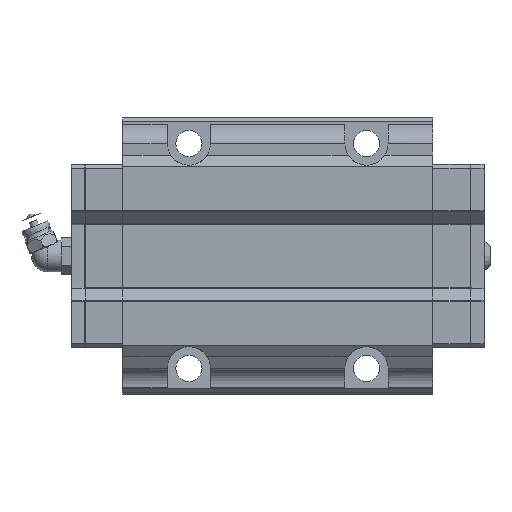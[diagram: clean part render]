
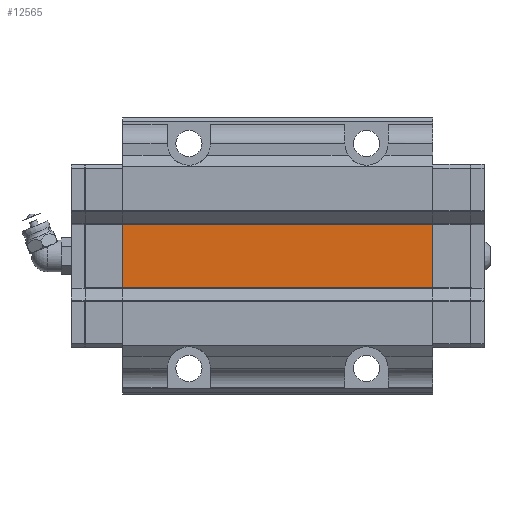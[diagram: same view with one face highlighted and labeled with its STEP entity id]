
A CAD part, front view. The second image highlights one B-rep face of the part: STEP entity #12565.
In plain terms, the highlighted planar face has unit normal (0, -1, 0).
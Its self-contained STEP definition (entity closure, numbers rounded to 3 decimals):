
#588=FACE_OUTER_BOUND('',#1275,.T.);
#1275=EDGE_LOOP('',(#9679,#9680,#9681,#9682));
#2684=LINE('',#19276,#4139);
#2731=LINE('',#19386,#4186);
#2732=LINE('',#19389,#4187);
#2733=LINE('',#19390,#4188);
#4139=VECTOR('',#15599,10.);
#4186=VECTOR('',#15692,97.6);
#4187=VECTOR('',#15695,10.);
#4188=VECTOR('',#15696,97.6);
#5479=VERTEX_POINT('',#19273);
#5480=VERTEX_POINT('',#19275);
#5520=VERTEX_POINT('',#19384);
#5521=VERTEX_POINT('',#19388);
#6970=EDGE_CURVE('',#5479,#5480,#2684,.T.);
#7026=EDGE_CURVE('',#5479,#5520,#2731,.T.);
#7027=EDGE_CURVE('',#5520,#5521,#2732,.T.);
#7028=EDGE_CURVE('',#5480,#5521,#2733,.T.);
#9679=ORIENTED_EDGE('',*,*,#6970,.F.);
#9680=ORIENTED_EDGE('',*,*,#7026,.T.);
#9681=ORIENTED_EDGE('',*,*,#7027,.T.);
#9682=ORIENTED_EDGE('',*,*,#7028,.F.);
#11993=PLANE('',#13491);
#12565=ADVANCED_FACE('',(#588),#11993,.F.);
#13491=AXIS2_PLACEMENT_3D('',#19387,#15693,#15694);
#15599=DIRECTION('',(1.,0.,0.));
#15692=DIRECTION('',(0.,0.,-1.));
#15693=DIRECTION('center_axis',(0.,1.,0.));
#15694=DIRECTION('ref_axis',(0.,0.,1.));
#15695=DIRECTION('',(1.,0.,0.));
#15696=DIRECTION('',(0.,0.,-1.));
#19273=CARTESIAN_POINT('',(-8.05,22.,39.3));
#19275=CARTESIAN_POINT('',(8.05,22.,39.3));
#19276=CARTESIAN_POINT('',(-5.75,22.,39.3));
#19384=CARTESIAN_POINT('',(-8.05,22.,-39.3));
#19386=CARTESIAN_POINT('',(-8.05,22.,52.3));
#19387=CARTESIAN_POINT('Origin',(-11.5,22.,-48.8));
#19388=CARTESIAN_POINT('',(8.05,22.,-39.3));
#19389=CARTESIAN_POINT('',(-5.75,22.,-39.3));
#19390=CARTESIAN_POINT('',(8.05,22.,52.3));
